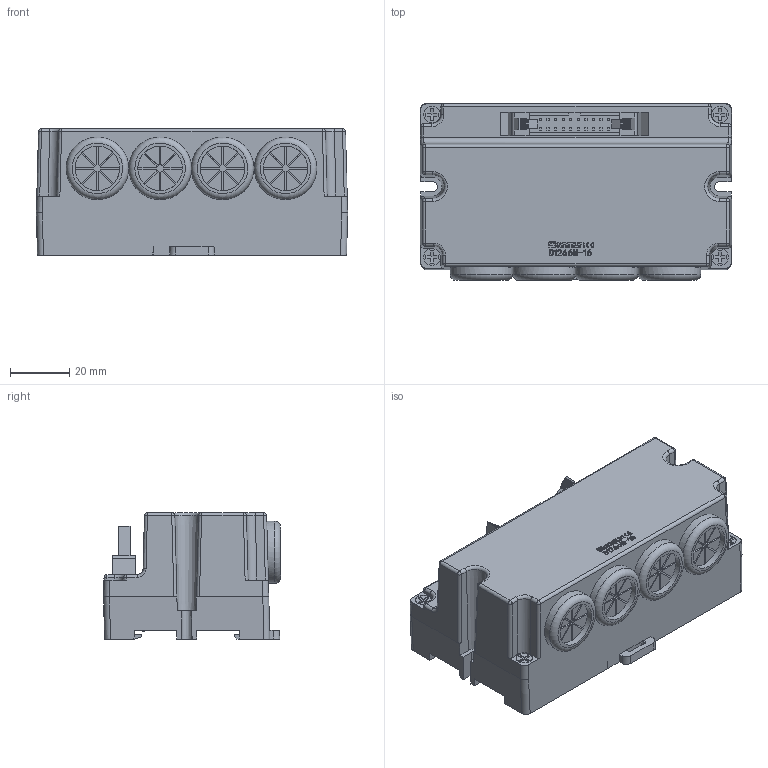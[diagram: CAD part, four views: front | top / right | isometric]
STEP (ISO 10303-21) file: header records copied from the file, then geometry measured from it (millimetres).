
FILE_DESCRIPTION(/* description */ (''),/* implementation_level */ '2;1');
FILE_NAME(/* name */ 'D1266M-16 3D.stp',/* time_stamp */ '2024-08-15T14:26:35+08:00',/* author */ (''),/* organization */ (''),/* preprocessor_version */ 'ST-DEVELOPER v14',/* originating_system */ 'SIEMENS PLM Software NX 8.0',/* authorisation */ '');
FILE_SCHEMA (('AUTOMOTIVE_DESIGN { 1 0 10303 214 3 1 1 1 }'));
Length unit declared in the file: millimetre
Products named in the file (1): D1266M-16 3D_stp
Bounding box: 104.7 x 59.54 x 42.5 mm (x, y, z)
Volume: 203007.7 mm3; surface area: 30719.1 mm2
Topology: 1 solids, 1 shells, 872 faces, 2338 edges, 1514 vertices
Faces by surface type: plane 672, cylinder 151, extrusion 15, sphere 14, cone 8, torus 8, bspline 4
Full cylindrical faces by diameter (mm): 4.5 x4, 5.5 x4, 15 x4, 21 x2
Entity records: 28681 total; most frequent: CARTESIAN_POINT 5622, ORIENTED_EDGE 4592, DIRECTION 4377, EDGE_CURVE 2296, VECTOR 1883, LINE 1868, VERTEX_POINT 1507, AXIS2_PLACEMENT_3D 1247
